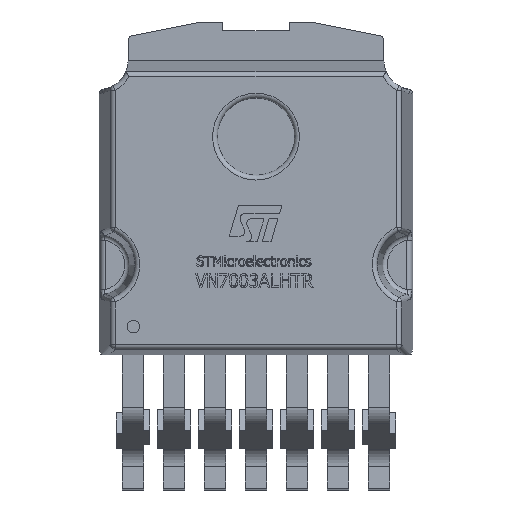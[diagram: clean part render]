
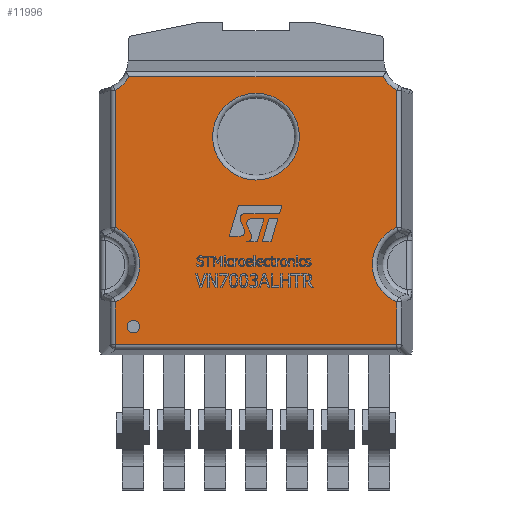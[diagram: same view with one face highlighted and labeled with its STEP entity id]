
A CAD part, top view. The second image highlights one B-rep face of the part: STEP entity #11996.
In plain terms, the highlighted planar face has unit normal (0, 0, 1).
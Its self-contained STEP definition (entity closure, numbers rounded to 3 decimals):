
#789=FACE_BOUND('',#1680,.T.);
#811=CIRCLE('',#12750,0.9);
#812=CIRCLE('',#12752,0.842);
#813=CIRCLE('',#12753,0.842);
#814=CIRCLE('',#12754,0.7);
#815=CIRCLE('',#12755,0.7);
#970=FACE_OUTER_BOUND('',#1679,.T.);
#1679=EDGE_LOOP('',(#7942,#7943,#7944,#7945,#7946,#7947,#7948,#7949,#7950,
#7951));
#1680=EDGE_LOOP('',(#7952));
#2410=LINE('',#16097,#3670);
#2411=LINE('',#16101,#3671);
#2412=LINE('',#16103,#3672);
#2413=LINE('',#16105,#3673);
#2414=LINE('',#16109,#3674);
#2415=LINE('',#16113,#3675);
#3670=VECTOR('',#13453,2.844);
#3671=VECTOR('',#13456,0.881);
#3672=VECTOR('',#13457,5.834);
#3673=VECTOR('',#13458,0.881);
#3674=VECTOR('',#13461,2.844);
#3675=VECTOR('',#13464,5.268);
#4931=VERTEX_POINT('',#16092);
#4932=VERTEX_POINT('',#16095);
#4933=VERTEX_POINT('',#16096);
#4934=VERTEX_POINT('',#16098);
#4935=VERTEX_POINT('',#16100);
#4936=VERTEX_POINT('',#16102);
#4937=VERTEX_POINT('',#16104);
#4938=VERTEX_POINT('',#16106);
#4939=VERTEX_POINT('',#16108);
#4940=VERTEX_POINT('',#16110);
#4941=VERTEX_POINT('',#16112);
#6128=EDGE_CURVE('',#4931,#4931,#811,.T.);
#6129=EDGE_CURVE('',#4932,#4933,#2410,.T.);
#6130=EDGE_CURVE('',#4934,#4932,#812,.T.);
#6131=EDGE_CURVE('',#4935,#4934,#2411,.T.);
#6132=EDGE_CURVE('',#4936,#4935,#2412,.T.);
#6133=EDGE_CURVE('',#4937,#4936,#2413,.T.);
#6134=EDGE_CURVE('',#4938,#4937,#813,.T.);
#6135=EDGE_CURVE('',#4939,#4938,#2414,.T.);
#6136=EDGE_CURVE('',#4940,#4939,#814,.T.);
#6137=EDGE_CURVE('',#4941,#4940,#2415,.T.);
#6138=EDGE_CURVE('',#4933,#4941,#815,.T.);
#7942=ORIENTED_EDGE('',*,*,#6129,.F.);
#7943=ORIENTED_EDGE('',*,*,#6130,.F.);
#7944=ORIENTED_EDGE('',*,*,#6131,.F.);
#7945=ORIENTED_EDGE('',*,*,#6132,.F.);
#7946=ORIENTED_EDGE('',*,*,#6133,.F.);
#7947=ORIENTED_EDGE('',*,*,#6134,.F.);
#7948=ORIENTED_EDGE('',*,*,#6135,.F.);
#7949=ORIENTED_EDGE('',*,*,#6136,.F.);
#7950=ORIENTED_EDGE('',*,*,#6137,.F.);
#7951=ORIENTED_EDGE('',*,*,#6138,.F.);
#7952=ORIENTED_EDGE('',*,*,#6128,.F.);
#11563=PLANE('',#12751);
#11996=ADVANCED_FACE('',(#970,#789),#11563,.T.);
#12750=AXIS2_PLACEMENT_3D('',#16093,#13449,#13450);
#12751=AXIS2_PLACEMENT_3D('',#16094,#13451,#13452);
#12752=AXIS2_PLACEMENT_3D('',#16099,#13454,#13455);
#12753=AXIS2_PLACEMENT_3D('',#16107,#13459,#13460);
#12754=AXIS2_PLACEMENT_3D('',#16111,#13462,#13463);
#12755=AXIS2_PLACEMENT_3D('',#16114,#13465,#13466);
#13449=DIRECTION('center_axis',(0.,0.,1.));
#13450=DIRECTION('ref_axis',(-1.,0.,0.));
#13451=DIRECTION('center_axis',(0.,0.,1.));
#13452=DIRECTION('ref_axis',(1.,0.,0.));
#13453=DIRECTION('',(0.,1.,0.));
#13454=DIRECTION('center_axis',(0.,0.,1.));
#13455=DIRECTION('ref_axis',(1.,0.,0.));
#13456=DIRECTION('',(0.,1.,0.));
#13457=DIRECTION('',(-1.,0.,0.));
#13458=DIRECTION('',(0.,-1.,0.));
#13459=DIRECTION('center_axis',(0.,0.,1.));
#13460=DIRECTION('ref_axis',(-1.,0.,0.));
#13461=DIRECTION('',(0.,-1.,0.));
#13462=DIRECTION('center_axis',(0.,0.,1.));
#13463=DIRECTION('ref_axis',(-0.707,-0.707,0.));
#13464=DIRECTION('',(1.,0.,0.));
#13465=DIRECTION('center_axis',(0.,0.,1.));
#13466=DIRECTION('ref_axis',(0.707,-0.707,0.));
#16092=CARTESIAN_POINT('',(0.9,1.47,2.4));
#16093=CARTESIAN_POINT('Origin',(0.,1.47,2.4));
#16094=CARTESIAN_POINT('Origin',(0.,0.,2.4));
#16095=CARTESIAN_POINT('',(-2.917,-0.41,2.4));
#16096=CARTESIAN_POINT('',(-2.917,2.434,2.4));
#16097=CARTESIAN_POINT('',(-2.917,0.763,2.4));
#16098=CARTESIAN_POINT('',(-2.917,-1.956,2.4));
#16099=CARTESIAN_POINT('Origin',(-3.25,-1.183,2.4));
#16100=CARTESIAN_POINT('',(-2.917,-2.837,2.4));
#16101=CARTESIAN_POINT('',(-2.917,0.763,2.4));
#16102=CARTESIAN_POINT('',(2.917,-2.837,2.4));
#16103=CARTESIAN_POINT('',(-0.813,-2.837,2.4));
#16104=CARTESIAN_POINT('',(2.917,-1.956,2.4));
#16105=CARTESIAN_POINT('',(2.917,-0.763,2.4));
#16106=CARTESIAN_POINT('',(2.917,-0.41,2.4));
#16107=CARTESIAN_POINT('Origin',(3.25,-1.183,2.4));
#16108=CARTESIAN_POINT('',(2.917,2.434,2.4));
#16109=CARTESIAN_POINT('',(2.917,-0.763,2.4));
#16110=CARTESIAN_POINT('',(2.634,2.717,2.4));
#16111=CARTESIAN_POINT('Origin',(3.25,3.05,2.4));
#16112=CARTESIAN_POINT('',(-2.634,2.717,2.4));
#16113=CARTESIAN_POINT('',(0.813,2.717,2.4));
#16114=CARTESIAN_POINT('Origin',(-3.25,3.05,2.4));
